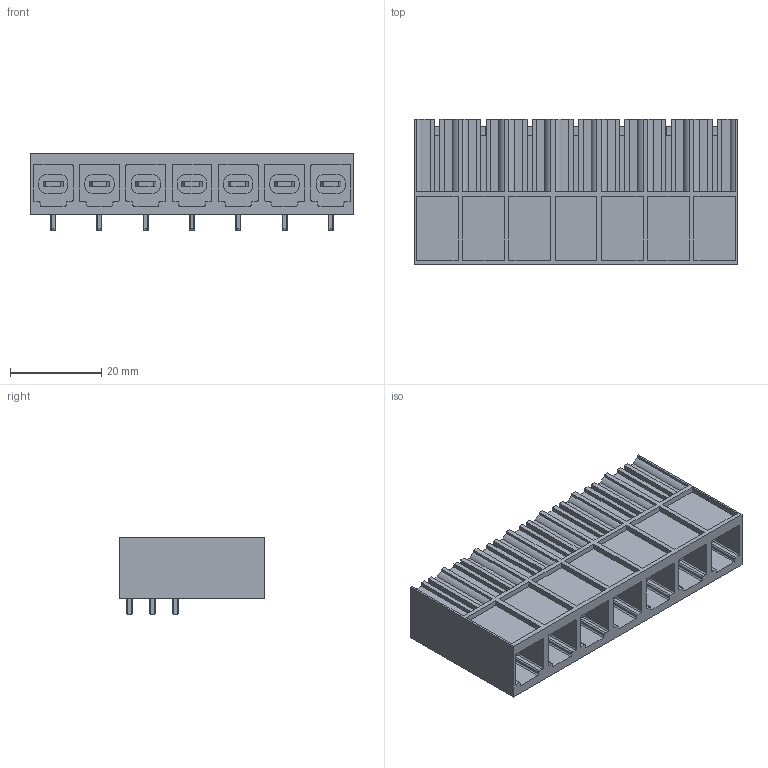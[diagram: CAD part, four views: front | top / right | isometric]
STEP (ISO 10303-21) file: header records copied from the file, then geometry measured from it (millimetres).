
FILE_DESCRIPTION(('CATIA V5 STEP Exchange','CAx-IF Rec.Pracs.--- Model Styling and Organization---1.2---2011-12-15'),'2;1');
FILE_NAME ('D1456673_0_1813540000_1813540000.stp','2018-11-29T14:41:43+00:00',('none'),('Weidmueller'),'CATIA Version 5-6 Release 2014','CATIA V5 STEP AP214','none');
FILE_SCHEMA(('AUTOMOTIVE_DESIGN { 1 0 10303 214 1 1 1 1 }'));
Length unit declared in the file: millimetre
Products named in the file (1): 1813540000
Bounding box: 71.12 x 32 x 17.1 mm (x, y, z)
Volume: 14218 mm3; surface area: 23045.1 mm2
Topology: 8 solids, 8 shells, 979 faces, 2826 edges, 1884 vertices
Faces by surface type: plane 825, cylinder 154
Entity records: 29103 total; most frequent: ORIENTED_EDGE 5652, CARTESIAN_POINT 5623, DIRECTION 3600, EDGE_CURVE 2826, VECTOR 2434, LINE 2434, VERTEX_POINT 1884, EDGE_LOOP 1014
